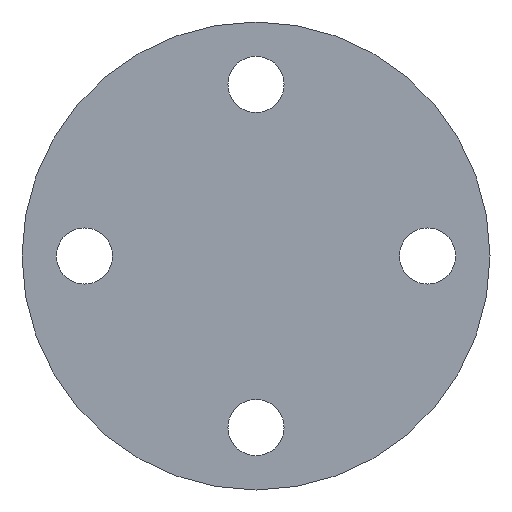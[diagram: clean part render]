
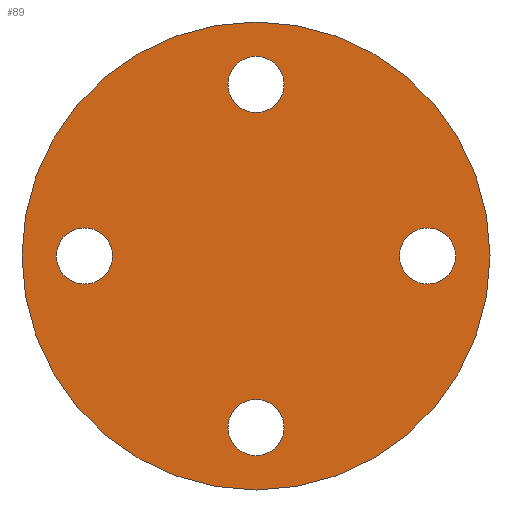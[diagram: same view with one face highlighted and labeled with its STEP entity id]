
A CAD part, front view. The second image highlights one B-rep face of the part: STEP entity #89.
In plain terms, the highlighted planar face has unit normal (0, -1, 0).
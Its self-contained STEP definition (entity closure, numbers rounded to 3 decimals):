
#2 = CARTESIAN_POINT ( 'NONE',  ( 0., 0., 0. ) ) ;
#10 = DIRECTION ( 'NONE',  ( 0., 0., 1. ) ) ;
#27 = ORIENTED_EDGE ( 'NONE', *, *, #319, .T. ) ;
#30 = VERTEX_POINT ( 'NONE', #163 ) ;
#35 = DIRECTION ( 'NONE',  ( -1., 0., 0. ) ) ;
#38 = VERTEX_POINT ( 'NONE', #153 ) ;
#39 = CARTESIAN_POINT ( 'NONE',  ( -55., 0., 0. ) ) ;
#42 = CIRCLE ( 'NONE', #402, 9. ) ;
#71 = AXIS2_PLACEMENT_3D ( 'NONE', #77, #481, #35 ) ;
#73 = DIRECTION ( 'NONE',  ( 0., 1., 0. ) ) ;
#77 = CARTESIAN_POINT ( 'NONE',  ( 55., 0., 0. ) ) ;
#89 = ADVANCED_FACE ( 'NONE', ( #546, #293, #349, #444, #156 ), #492, .F. ) ;
#102 = DIRECTION ( 'NONE',  ( 0., 1., 0. ) ) ;
#103 = DIRECTION ( 'NONE',  ( 0., 1., 0. ) ) ;
#104 = EDGE_CURVE ( 'NONE', #420, #579, #259, .T. ) ;
#105 = CIRCLE ( 'NONE', #250, 75. ) ;
#113 = AXIS2_PLACEMENT_3D ( 'NONE', #468, #73, #596 ) ;
#127 = ORIENTED_EDGE ( 'NONE', *, *, #104, .F. ) ;
#130 = DIRECTION ( 'NONE',  ( 0., 1., 0. ) ) ;
#131 = EDGE_LOOP ( 'NONE', ( #364, #191 ) ) ;
#148 = CARTESIAN_POINT ( 'NONE',  ( 0., 0., -55. ) ) ;
#153 = CARTESIAN_POINT ( 'NONE',  ( 0., 0., 46. ) ) ;
#156 = FACE_OUTER_BOUND ( 'NONE', #236, .T. ) ;
#163 = CARTESIAN_POINT ( 'NONE',  ( 0., 0., -64. ) ) ;
#180 = DIRECTION ( 'NONE',  ( -1., 0., 0. ) ) ;
#184 = CARTESIAN_POINT ( 'NONE',  ( 0., 0., 0. ) ) ;
#187 = VERTEX_POINT ( 'NONE', #563 ) ;
#191 = ORIENTED_EDGE ( 'NONE', *, *, #527, .T. ) ;
#195 = AXIS2_PLACEMENT_3D ( 'NONE', #524, #568, #628 ) ;
#199 = CARTESIAN_POINT ( 'NONE',  ( 0., 0., 64. ) ) ;
#200 = CARTESIAN_POINT ( 'NONE',  ( 0., 0., 0. ) ) ;
#204 = EDGE_CURVE ( 'NONE', #38, #597, #506, .T. ) ;
#233 = DIRECTION ( 'NONE',  ( 1., 0., 0. ) ) ;
#236 = EDGE_LOOP ( 'NONE', ( #461, #127 ) ) ;
#239 = CARTESIAN_POINT ( 'NONE',  ( -46., 0., 0. ) ) ;
#245 = AXIS2_PLACEMENT_3D ( 'NONE', #2, #594, #386 ) ;
#247 = AXIS2_PLACEMENT_3D ( 'NONE', #309, #354, #180 ) ;
#250 = AXIS2_PLACEMENT_3D ( 'NONE', #184, #287, #574 ) ;
#253 = DIRECTION ( 'NONE',  ( 0., 0., 1. ) ) ;
#257 = EDGE_CURVE ( 'NONE', #375, #279, #624, .T. ) ;
#259 = CIRCLE ( 'NONE', #245, 75. ) ;
#262 = EDGE_LOOP ( 'NONE', ( #566, #27 ) ) ;
#272 = DIRECTION ( 'NONE',  ( 0., 1., 0. ) ) ;
#276 = DIRECTION ( 'NONE',  ( 0., 0., -1. ) ) ;
#279 = VERTEX_POINT ( 'NONE', #460 ) ;
#280 = AXIS2_PLACEMENT_3D ( 'NONE', #500, #491, #253 ) ;
#287 = DIRECTION ( 'NONE',  ( 0., 1., 0. ) ) ;
#289 = AXIS2_PLACEMENT_3D ( 'NONE', #200, #103, #551 ) ;
#293 = FACE_BOUND ( 'NONE', #436, .T. ) ;
#309 = CARTESIAN_POINT ( 'NONE',  ( 55., 0., 0. ) ) ;
#310 = ORIENTED_EDGE ( 'NONE', *, *, #479, .T. ) ;
#319 = EDGE_CURVE ( 'NONE', #279, #375, #519, .T. ) ;
#333 = ORIENTED_EDGE ( 'NONE', *, *, #407, .T. ) ;
#335 = VERTEX_POINT ( 'NONE', #239 ) ;
#349 = FACE_BOUND ( 'NONE', #262, .T. ) ;
#354 = DIRECTION ( 'NONE',  ( 0., 1., 0. ) ) ;
#358 = CIRCLE ( 'NONE', #445, 9. ) ;
#361 = ORIENTED_EDGE ( 'NONE', *, *, #204, .T. ) ;
#364 = ORIENTED_EDGE ( 'NONE', *, *, #570, .T. ) ;
#370 = CARTESIAN_POINT ( 'NONE',  ( 0., 0., 55. ) ) ;
#375 = VERTEX_POINT ( 'NONE', #623 ) ;
#386 = DIRECTION ( 'NONE',  ( 0., 0., 1. ) ) ;
#387 = EDGE_CURVE ( 'NONE', #579, #420, #105, .T. ) ;
#390 = CARTESIAN_POINT ( 'NONE',  ( -64., 0., 0. ) ) ;
#392 = CIRCLE ( 'NONE', #626, 9. ) ;
#402 = AXIS2_PLACEMENT_3D ( 'NONE', #39, #272, #233 ) ;
#407 = EDGE_CURVE ( 'NONE', #335, #575, #42, .T. ) ;
#418 = EDGE_CURVE ( 'NONE', #575, #335, #627, .T. ) ;
#420 = VERTEX_POINT ( 'NONE', #577 ) ;
#426 = ORIENTED_EDGE ( 'NONE', *, *, #418, .T. ) ;
#436 = EDGE_LOOP ( 'NONE', ( #361, #310 ) ) ;
#444 = FACE_BOUND ( 'NONE', #131, .T. ) ;
#445 = AXIS2_PLACEMENT_3D ( 'NONE', #370, #130, #276 ) ;
#460 = CARTESIAN_POINT ( 'NONE',  ( 64., 0., 0. ) ) ;
#461 = ORIENTED_EDGE ( 'NONE', *, *, #387, .F. ) ;
#468 = CARTESIAN_POINT ( 'NONE',  ( 0., 0., 55. ) ) ;
#479 = EDGE_CURVE ( 'NONE', #597, #38, #358, .T. ) ;
#481 = DIRECTION ( 'NONE',  ( 0., 1., 0. ) ) ;
#491 = DIRECTION ( 'NONE',  ( 0., 1., 0. ) ) ;
#492 = PLANE ( 'NONE',  #289 ) ;
#493 = CARTESIAN_POINT ( 'NONE',  ( 0., 0., -75. ) ) ;
#500 = CARTESIAN_POINT ( 'NONE',  ( 0., 0., -55. ) ) ;
#506 = CIRCLE ( 'NONE', #113, 9. ) ;
#519 = CIRCLE ( 'NONE', #71, 9. ) ;
#524 = CARTESIAN_POINT ( 'NONE',  ( -55., 0., 0. ) ) ;
#527 = EDGE_CURVE ( 'NONE', #30, #187, #603, .T. ) ;
#546 = FACE_BOUND ( 'NONE', #557, .T. ) ;
#551 = DIRECTION ( 'NONE',  ( 0., 0., 1. ) ) ;
#557 = EDGE_LOOP ( 'NONE', ( #333, #426 ) ) ;
#563 = CARTESIAN_POINT ( 'NONE',  ( 0., 0., -46. ) ) ;
#566 = ORIENTED_EDGE ( 'NONE', *, *, #257, .T. ) ;
#568 = DIRECTION ( 'NONE',  ( 0., 1., 0. ) ) ;
#570 = EDGE_CURVE ( 'NONE', #187, #30, #392, .T. ) ;
#574 = DIRECTION ( 'NONE',  ( 0., 0., 1. ) ) ;
#575 = VERTEX_POINT ( 'NONE', #390 ) ;
#577 = CARTESIAN_POINT ( 'NONE',  ( 0., 0., 75. ) ) ;
#579 = VERTEX_POINT ( 'NONE', #493 ) ;
#594 = DIRECTION ( 'NONE',  ( 0., 1., 0. ) ) ;
#596 = DIRECTION ( 'NONE',  ( 0., 0., -1. ) ) ;
#597 = VERTEX_POINT ( 'NONE', #199 ) ;
#603 = CIRCLE ( 'NONE', #280, 9. ) ;
#623 = CARTESIAN_POINT ( 'NONE',  ( 46., 0., 0. ) ) ;
#624 = CIRCLE ( 'NONE', #247, 9. ) ;
#626 = AXIS2_PLACEMENT_3D ( 'NONE', #148, #102, #10 ) ;
#627 = CIRCLE ( 'NONE', #195, 9. ) ;
#628 = DIRECTION ( 'NONE',  ( 1., 0., 0. ) ) ;
